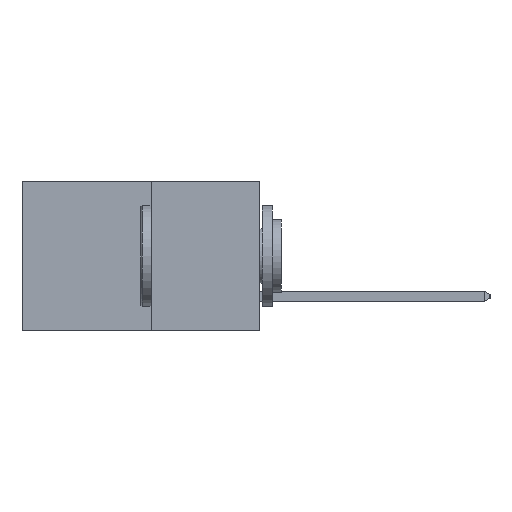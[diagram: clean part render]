
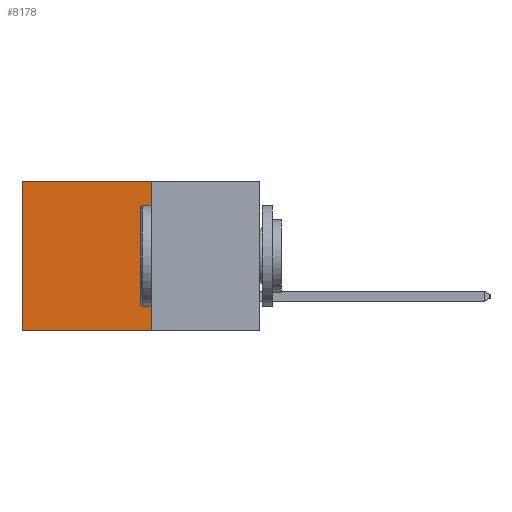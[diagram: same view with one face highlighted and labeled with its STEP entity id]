
A CAD part, left-side view. The second image highlights one B-rep face of the part: STEP entity #8178.
In plain terms, the highlighted planar face has unit normal (-1, 0, 0).
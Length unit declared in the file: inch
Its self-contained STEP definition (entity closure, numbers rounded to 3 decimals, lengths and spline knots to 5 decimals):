
#300 = FACE_OUTER_BOUND ( 'NONE', #8243, .T. ) ;
#1321 = CARTESIAN_POINT ( 'NONE',  ( 0.277, 0.27, -0.37 ) ) ;
#1863 = CARTESIAN_POINT ( 'NONE',  ( 0.277, 0.59, -0.37 ) ) ;
#2085 = VERTEX_POINT ( 'NONE', #9463 ) ;
#2666 = EDGE_CURVE ( 'NONE', #9814, #7182, #8557, .T. ) ;
#2800 = VECTOR ( 'NONE', #12704, 39.37008 ) ;
#2968 = LINE ( 'NONE', #1863, #5848 ) ;
#3229 = CARTESIAN_POINT ( 'NONE',  ( 0.277, 0.27, 0. ) ) ;
#3432 = EDGE_CURVE ( 'NONE', #7182, #7580, #13450, .T. ) ;
#4467 = ORIENTED_EDGE ( 'NONE', *, *, #3432, .F. ) ;
#4552 = ORIENTED_EDGE ( 'NONE', *, *, #2666, .F. ) ;
#5298 = DIRECTION ( 'NONE',  ( 0., 1., 0. ) ) ;
#5358 = VECTOR ( 'NONE', #11659, 39.37008 ) ;
#5523 = CARTESIAN_POINT ( 'NONE',  ( 0.277, 0.27, -0.37 ) ) ;
#5848 = VECTOR ( 'NONE', #9356, 39.37008 ) ;
#6274 = CARTESIAN_POINT ( 'NONE',  ( 0.277, 0.27, -0.37 ) ) ;
#6492 = EDGE_CURVE ( 'NONE', #2085, #7580, #2968, .T. ) ;
#7182 = VERTEX_POINT ( 'NONE', #8868 ) ;
#7368 = VECTOR ( 'NONE', #5298, 39.37008 ) ;
#7390 = DIRECTION ( 'NONE',  ( 0., 0., -1. ) ) ;
#7580 = VERTEX_POINT ( 'NONE', #9466 ) ;
#7998 = ORIENTED_EDGE ( 'NONE', *, *, #10643, .T. ) ;
#8178 = ADVANCED_FACE ( 'NONE', ( #300 ), #8422, .F. ) ;
#8243 = EDGE_LOOP ( 'NONE', ( #8579, #4467, #4552, #7998 ) ) ;
#8422 = PLANE ( 'NONE',  #8980 ) ;
#8557 = LINE ( 'NONE', #1321, #2800 ) ;
#8579 = ORIENTED_EDGE ( 'NONE', *, *, #6492, .T. ) ;
#8868 = CARTESIAN_POINT ( 'NONE',  ( 0.277, 0.27, -0.37 ) ) ;
#8980 = AXIS2_PLACEMENT_3D ( 'NONE', #6274, #13519, #7390 ) ;
#9055 = CARTESIAN_POINT ( 'NONE',  ( 0.277, 0.27, 0. ) ) ;
#9356 = DIRECTION ( 'NONE',  ( 0., 0., -1. ) ) ;
#9463 = CARTESIAN_POINT ( 'NONE',  ( 0.277, 0.59, 0. ) ) ;
#9466 = CARTESIAN_POINT ( 'NONE',  ( 0.277, 0.59, -0.37 ) ) ;
#9814 = VERTEX_POINT ( 'NONE', #9055 ) ;
#10643 = EDGE_CURVE ( 'NONE', #9814, #2085, #13004, .T. ) ;
#11659 = DIRECTION ( 'NONE',  ( 0., 1., 0. ) ) ;
#12704 = DIRECTION ( 'NONE',  ( 0., 0., -1. ) ) ;
#13004 = LINE ( 'NONE', #3229, #5358 ) ;
#13450 = LINE ( 'NONE', #5523, #7368 ) ;
#13519 = DIRECTION ( 'NONE',  ( 1., 0., 0. ) ) ;
